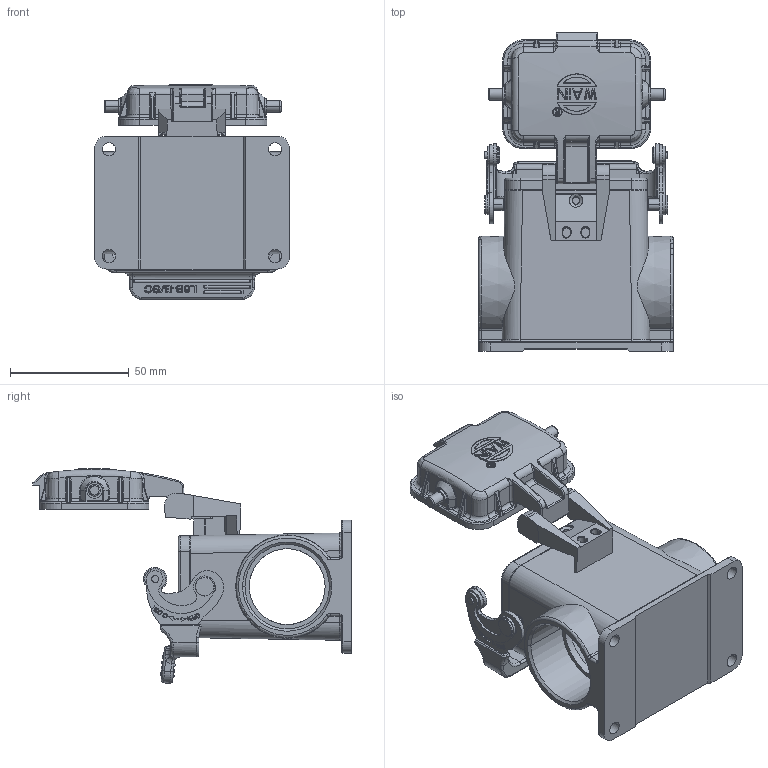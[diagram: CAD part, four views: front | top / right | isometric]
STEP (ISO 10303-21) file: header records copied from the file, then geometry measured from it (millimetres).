
FILE_DESCRIPTION((''),'2;1');
FILE_NAME('H6B-SFH-1L_SC-MCV-PG21','2020-09-27T',('f.li'),(''),'PRO/ENGINEER BY PARAMETRIC TECHNOLOGY CORPORATION, 2012480','PRO/ENGINEER BY PARAMETRIC TECHNOLOGY CORPORATION, 2012480','');
FILE_SCHEMA(('CONFIG_CONTROL_DESIGN'));
Products named in the file (1): H6B-SFH-1L_SC-MCV-PG21
Bounding box: 82 x 134.27 x 90.53 mm (x, y, z)
Volume: 118725.8 mm3; surface area: 61787.9 mm2
Topology: 1 solids, 31 shells, 1796 faces, 4820 edges, 3133 vertices
Faces by surface type: plane 645, cylinder 480, extrusion 265, bspline 187, torus 160, cone 31, sphere 28
Entity records: 68872 total; most frequent: CARTESIAN_POINT 26392, ORIENTED_EDGE 9486, DIRECTION 7600, EDGE_CURVE 4784, VERTEX_POINT 3133, AXIS2_PLACEMENT_3D 2553, VECTOR 2494, LINE 2229
